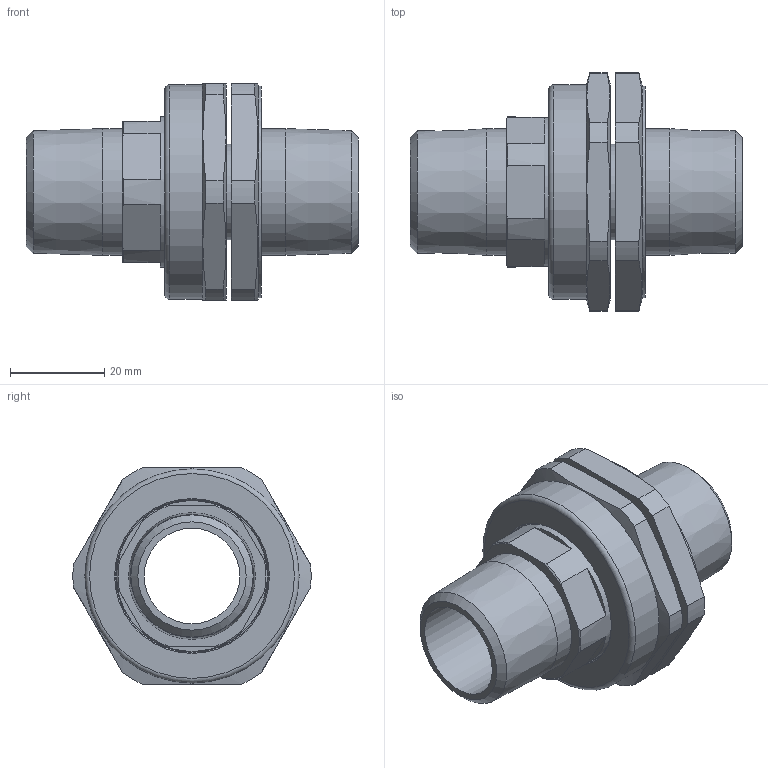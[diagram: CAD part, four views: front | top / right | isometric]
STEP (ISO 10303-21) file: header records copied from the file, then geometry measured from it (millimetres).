
FILE_DESCRIPTION (( 'STEP AP203' ), '1' );
FILE_NAME ('780DT2MT2M.STEP', '2017-09-27T10:45:21', ( '' ), ( '' ), 'SwSTEP 2.0', 'SolidWorks 2017', '' );
FILE_SCHEMA (( 'CONFIG_CONTROL_DESIGN' ));
Length unit declared in the file: millimetre
Products named in the file (1): 780DT2MT2M
Bounding box: 70.52 x 50.58 x 46 mm (x, y, z)
Surface area: 15978.9 mm2 (no closed solid volume)
Topology: 0 solids, 3 shells, 72 faces, 184 edges, 119 vertices
Faces by surface type: plane 31, cylinder 20, cone 20, torus 1
Full cylindrical faces by diameter (mm): 20.3 x2, 26.9 x2, 32 x1, 32.4 x1, 45 x1, 45.5 x1
Entity records: 2263 total; most frequent: CARTESIAN_POINT 545, DIRECTION 344, ORIENTED_EDGE 318, EDGE_CURVE 162, AXIS2_PLACEMENT_3D 145, VERTEX_POINT 114, EDGE_LOOP 96, FACE_OUTER_BOUND 81
